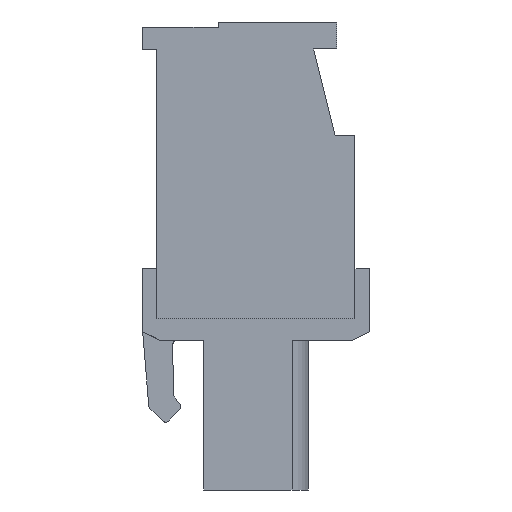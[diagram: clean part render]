
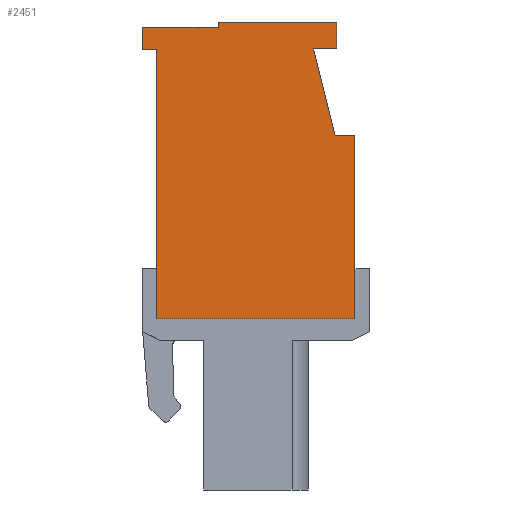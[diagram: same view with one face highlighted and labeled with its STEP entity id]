
A CAD part, left-side view. The second image highlights one B-rep face of the part: STEP entity #2451.
In plain terms, the highlighted planar face has unit normal (-1, 0, 0).
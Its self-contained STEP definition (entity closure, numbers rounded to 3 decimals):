
#2451 = ADVANCED_FACE( '', ( #4844 ), #4845, .T. );
#4844 = FACE_OUTER_BOUND( '', #7162, .T. );
#4845 = PLANE( '', #7163 );
#7162 = EDGE_LOOP( '', ( #14141, #14142, #14143, #14144, #14145, #14146, #14147, #14148, #14149, #14150, #14151, #14152 ) );
#7163 = AXIS2_PLACEMENT_3D( '', #14153, #14154, #14155 );
#14141 = ORIENTED_EDGE( '', *, *, #15760, .T. );
#14142 = ORIENTED_EDGE( '', *, *, #16298, .T. );
#14143 = ORIENTED_EDGE( '', *, *, #16885, .T. );
#14144 = ORIENTED_EDGE( '', *, *, #16732, .T. );
#14145 = ORIENTED_EDGE( '', *, *, #16318, .T. );
#14146 = ORIENTED_EDGE( '', *, *, #16894, .T. );
#14147 = ORIENTED_EDGE( '', *, *, #16563, .T. );
#14148 = ORIENTED_EDGE( '', *, *, #16116, .T. );
#14149 = ORIENTED_EDGE( '', *, *, #16400, .T. );
#14150 = ORIENTED_EDGE( '', *, *, #16937, .T. );
#14151 = ORIENTED_EDGE( '', *, *, #16427, .T. );
#14152 = ORIENTED_EDGE( '', *, *, #16055, .T. );
#14153 = CARTESIAN_POINT( '', ( -15., 0., 0. ) );
#14154 = DIRECTION( '', ( -1., 0., 0. ) );
#14155 = DIRECTION( '', ( 0., 0., 1. ) );
#15760 = EDGE_CURVE( '', #19556, #19557, #19558, .T. );
#16055 = EDGE_CURVE( '', #19976, #19556, #19977, .T. );
#16116 = EDGE_CURVE( '', #20043, #20060, #20062, .T. );
#16298 = EDGE_CURVE( '', #19557, #20305, #20306, .T. );
#16318 = EDGE_CURVE( '', #20331, #20332, #20333, .T. );
#16400 = EDGE_CURVE( '', #20060, #20434, #20436, .T. );
#16427 = EDGE_CURVE( '', #20471, #19976, #20472, .T. );
#16563 = EDGE_CURVE( '', #20642, #20043, #20643, .T. );
#16732 = EDGE_CURVE( '', #20844, #20331, #20845, .T. );
#16885 = EDGE_CURVE( '', #20305, #20844, #21006, .T. );
#16894 = EDGE_CURVE( '', #20332, #20642, #21015, .T. );
#16937 = EDGE_CURVE( '', #20434, #20471, #21058, .T. );
#19556 = VERTEX_POINT( '', #24857 );
#19557 = VERTEX_POINT( '', #24858 );
#19558 = LINE( '', #24859, #24860 );
#19976 = VERTEX_POINT( '', #25475 );
#19977 = LINE( '', #25476, #25477 );
#20043 = VERTEX_POINT( '', #25572 );
#20060 = VERTEX_POINT( '', #25603 );
#20062 = LINE( '', #25606, #25607 );
#20305 = VERTEX_POINT( '', #25986 );
#20306 = LINE( '', #25987, #25988 );
#20331 = VERTEX_POINT( '', #26024 );
#20332 = VERTEX_POINT( '', #26025 );
#20333 = LINE( '', #26026, #26027 );
#20434 = VERTEX_POINT( '', #26181 );
#20436 = LINE( '', #26184, #26185 );
#20471 = VERTEX_POINT( '', #26237 );
#20472 = LINE( '', #26238, #26239 );
#20642 = VERTEX_POINT( '', #26487 );
#20643 = LINE( '', #26488, #26489 );
#20844 = VERTEX_POINT( '', #26784 );
#20845 = LINE( '', #26785, #26786 );
#21006 = LINE( '', #27009, #27010 );
#21015 = LINE( '', #27019, #27020 );
#21058 = LINE( '', #27070, #27071 );
#24857 = CARTESIAN_POINT( '', ( -15., -4.5, 7.525 ) );
#24858 = CARTESIAN_POINT( '', ( -15., -4.5, 9.025 ) );
#24859 = CARTESIAN_POINT( '', ( -15., -4.5, 7.525 ) );
#24860 = VECTOR( '', #28556, 1000. );
#25475 = CARTESIAN_POINT( '', ( -15., -3.2, 7.525 ) );
#25476 = CARTESIAN_POINT( '', ( -15., -3.2, 7.525 ) );
#25477 = VECTOR( '', #28826, 1000. );
#25572 = CARTESIAN_POINT( '', ( -15., 5.5, -7.475 ) );
#25603 = CARTESIAN_POINT( '', ( -15., -5.5, -7.475 ) );
#25606 = CARTESIAN_POINT( '', ( -15., 5.5, -7.475 ) );
#25607 = VECTOR( '', #28883, 1000. );
#25986 = CARTESIAN_POINT( '', ( -15., 2.1, 9.025 ) );
#25987 = CARTESIAN_POINT( '', ( -15., -4.5, 9.025 ) );
#25988 = VECTOR( '', #29041, 1000. );
#26024 = CARTESIAN_POINT( '', ( -15., 6.3, 8.725 ) );
#26025 = CARTESIAN_POINT( '', ( -15., 6.3, 7.475 ) );
#26026 = CARTESIAN_POINT( '', ( -15., 6.3, 8.725 ) );
#26027 = VECTOR( '', #29056, 1000. );
#26181 = CARTESIAN_POINT( '', ( -15., -5.5, 2.725 ) );
#26184 = CARTESIAN_POINT( '', ( -15., -5.5, -7.475 ) );
#26185 = VECTOR( '', #29117, 1000. );
#26237 = CARTESIAN_POINT( '', ( -15., -4.4, 2.725 ) );
#26238 = CARTESIAN_POINT( '', ( -15., -4.4, 2.725 ) );
#26239 = VECTOR( '', #29144, 1000. );
#26487 = CARTESIAN_POINT( '', ( -15., 5.5, 7.475 ) );
#26488 = CARTESIAN_POINT( '', ( -15., 5.5, 7.475 ) );
#26489 = VECTOR( '', #29244, 1000. );
#26784 = CARTESIAN_POINT( '', ( -15., 2.1, 8.725 ) );
#26785 = CARTESIAN_POINT( '', ( -15., 2.1, 8.725 ) );
#26786 = VECTOR( '', #29378, 1000. );
#27009 = CARTESIAN_POINT( '', ( -15., 2.1, 9.025 ) );
#27010 = VECTOR( '', #29450, 1000. );
#27019 = CARTESIAN_POINT( '', ( -15., 6.3, 7.475 ) );
#27020 = VECTOR( '', #29451, 1000. );
#27070 = CARTESIAN_POINT( '', ( -15., -5.5, 2.725 ) );
#27071 = VECTOR( '', #29459, 1000. );
#28556 = DIRECTION( '', ( 0., 0., 1. ) );
#28826 = DIRECTION( '', ( 0., -1., 0. ) );
#28883 = DIRECTION( '', ( 0., -1., 0. ) );
#29041 = DIRECTION( '', ( 0., 1., 0. ) );
#29056 = DIRECTION( '', ( 0., 0., -1. ) );
#29117 = DIRECTION( '', ( 0., 0., 1. ) );
#29144 = DIRECTION( '', ( 0., 0.243, 0.97 ) );
#29244 = DIRECTION( '', ( 0., 0., -1. ) );
#29378 = DIRECTION( '', ( 0., 1., 0. ) );
#29450 = DIRECTION( '', ( 0., 0., -1. ) );
#29451 = DIRECTION( '', ( 0., -1., 0. ) );
#29459 = DIRECTION( '', ( 0., 1., 0. ) );
